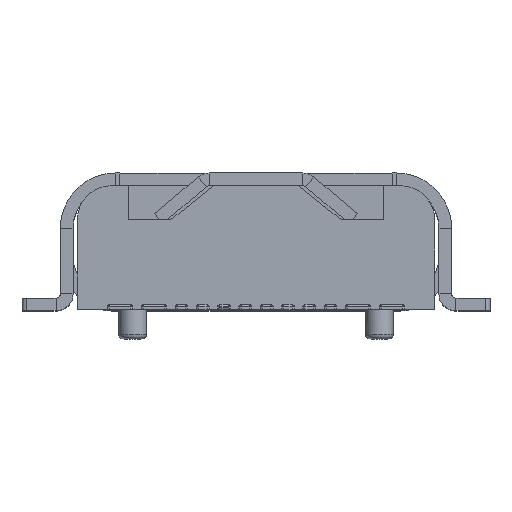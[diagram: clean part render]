
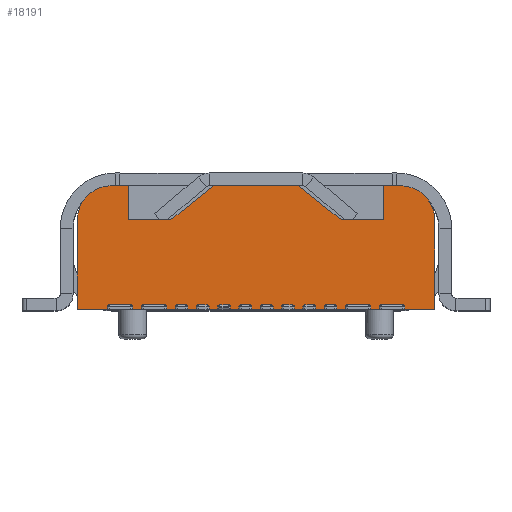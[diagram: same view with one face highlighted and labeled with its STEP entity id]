
A CAD part, top view. The second image highlights one B-rep face of the part: STEP entity #18191.
In plain terms, the highlighted planar face has unit normal (0, 0, 1).
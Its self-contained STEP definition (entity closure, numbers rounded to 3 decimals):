
#16974 = VERTEX_POINT('',#16975);
#16975 = CARTESIAN_POINT('',(4.2,2.12,1.1));
#16981 = EDGE_CURVE('',#16982,#16974,#16984,.T.);
#16982 = VERTEX_POINT('',#16983);
#16983 = CARTESIAN_POINT('',(4.2,-0.,1.1));
#16984 = LINE('',#16985,#16986);
#16985 = CARTESIAN_POINT('',(4.2,0.,1.1));
#16986 = VECTOR('',#16987,1.);
#16987 = DIRECTION('',(0.,1.,0.));
#17046 = VERTEX_POINT('',#17047);
#17047 = CARTESIAN_POINT('',(-4.2,-0.,1.1));
#17053 = EDGE_CURVE('',#17046,#17054,#17056,.T.);
#17054 = VERTEX_POINT('',#17055);
#17055 = CARTESIAN_POINT('',(-4.2,2.1,1.1));
#17056 = LINE('',#17057,#17058);
#17057 = CARTESIAN_POINT('',(-4.2,0.,1.1));
#17058 = VECTOR('',#17059,1.);
#17059 = DIRECTION('',(0.,1.,0.));
#17085 = EDGE_CURVE('',#17086,#17054,#17088,.T.);
#17086 = VERTEX_POINT('',#17087);
#17087 = CARTESIAN_POINT('',(-3.4,2.9,1.1));
#17088 = CIRCLE('',#17089,0.8);
#17089 = AXIS2_PLACEMENT_3D('',#17090,#17091,#17092);
#17090 = CARTESIAN_POINT('',(-3.4,2.1,1.1));
#17091 = DIRECTION('',(0.,0.,1.));
#17092 = DIRECTION('',(0.,1.,0.));
#17117 = EDGE_CURVE('',#17086,#17118,#17120,.T.);
#17118 = VERTEX_POINT('',#17119);
#17119 = CARTESIAN_POINT('',(-3.,2.9,1.1));
#17120 = LINE('',#17121,#17122);
#17121 = CARTESIAN_POINT('',(-3.4,2.9,1.1));
#17122 = VECTOR('',#17123,1.);
#17123 = DIRECTION('',(1.,0.,0.));
#17142 = VERTEX_POINT('',#17143);
#17143 = CARTESIAN_POINT('',(-1.,2.9,1.1));
#17149 = EDGE_CURVE('',#17142,#17150,#17152,.T.);
#17150 = VERTEX_POINT('',#17151);
#17151 = CARTESIAN_POINT('',(1.,2.9,1.1));
#17152 = LINE('',#17153,#17154);
#17153 = CARTESIAN_POINT('',(-1.,2.9,1.1));
#17154 = VECTOR('',#17155,1.);
#17155 = DIRECTION('',(1.,0.,0.));
#17174 = VERTEX_POINT('',#17175);
#17175 = CARTESIAN_POINT('',(3.,2.9,1.1));
#17181 = EDGE_CURVE('',#17174,#17182,#17184,.T.);
#17182 = VERTEX_POINT('',#17183);
#17183 = CARTESIAN_POINT('',(3.4,2.9,1.1));
#17184 = LINE('',#17185,#17186);
#17185 = CARTESIAN_POINT('',(3.,2.9,1.1));
#17186 = VECTOR('',#17187,1.);
#17187 = DIRECTION('',(1.,0.,0.));
#17211 = EDGE_CURVE('',#16974,#17182,#17212,.T.);
#17212 = CIRCLE('',#17213,0.8);
#17213 = AXIS2_PLACEMENT_3D('',#17214,#17215,#17216);
#17214 = CARTESIAN_POINT('',(3.4,2.1,1.1));
#17215 = DIRECTION('',(0.,0.,1.));
#17216 = DIRECTION('',(1.,0.025,
    0.));
#17570 = EDGE_CURVE('',#17046,#16982,#17571,.T.);
#17571 = LINE('',#17572,#17573);
#17572 = CARTESIAN_POINT('',(-4.2,0.,1.1));
#17573 = VECTOR('',#17574,1.);
#17574 = DIRECTION('',(1.,-0.,0.));
#18191 = ADVANCED_FACE('',(#18192),#18246,.T.);
#18192 = FACE_BOUND('',#18193,.T.);
#18193 = EDGE_LOOP('',(#18194,#18202,#18210,#18216,#18217,#18218,#18219,
    #18220,#18221,#18222,#18223,#18231,#18239,#18245));
#18194 = ORIENTED_EDGE('',*,*,#18195,.F.);
#18195 = EDGE_CURVE('',#18196,#17142,#18198,.T.);
#18196 = VERTEX_POINT('',#18197);
#18197 = CARTESIAN_POINT('',(-2.,2.1,1.1));
#18198 = LINE('',#18199,#18200);
#18199 = CARTESIAN_POINT('',(-2.,2.1,1.1));
#18200 = VECTOR('',#18201,1.);
#18201 = DIRECTION('',(0.781,0.625,0.));
#18202 = ORIENTED_EDGE('',*,*,#18203,.F.);
#18203 = EDGE_CURVE('',#18204,#18196,#18206,.T.);
#18204 = VERTEX_POINT('',#18205);
#18205 = CARTESIAN_POINT('',(-3.,2.1,1.1));
#18206 = LINE('',#18207,#18208);
#18207 = CARTESIAN_POINT('',(-3.,2.1,1.1));
#18208 = VECTOR('',#18209,1.);
#18209 = DIRECTION('',(1.,0.,0.));
#18210 = ORIENTED_EDGE('',*,*,#18211,.F.);
#18211 = EDGE_CURVE('',#17118,#18204,#18212,.T.);
#18212 = LINE('',#18213,#18214);
#18213 = CARTESIAN_POINT('',(-3.,2.9,1.1));
#18214 = VECTOR('',#18215,1.);
#18215 = DIRECTION('',(0.,-1.,0.));
#18216 = ORIENTED_EDGE('',*,*,#17117,.F.);
#18217 = ORIENTED_EDGE('',*,*,#17085,.T.);
#18218 = ORIENTED_EDGE('',*,*,#17053,.F.);
#18219 = ORIENTED_EDGE('',*,*,#17570,.T.);
#18220 = ORIENTED_EDGE('',*,*,#16981,.T.);
#18221 = ORIENTED_EDGE('',*,*,#17211,.T.);
#18222 = ORIENTED_EDGE('',*,*,#17181,.F.);
#18223 = ORIENTED_EDGE('',*,*,#18224,.F.);
#18224 = EDGE_CURVE('',#18225,#17174,#18227,.T.);
#18225 = VERTEX_POINT('',#18226);
#18226 = CARTESIAN_POINT('',(3.,2.1,1.1));
#18227 = LINE('',#18228,#18229);
#18228 = CARTESIAN_POINT('',(3.,2.1,1.1));
#18229 = VECTOR('',#18230,1.);
#18230 = DIRECTION('',(0.,1.,0.));
#18231 = ORIENTED_EDGE('',*,*,#18232,.F.);
#18232 = EDGE_CURVE('',#18233,#18225,#18235,.T.);
#18233 = VERTEX_POINT('',#18234);
#18234 = CARTESIAN_POINT('',(2.,2.1,1.1));
#18235 = LINE('',#18236,#18237);
#18236 = CARTESIAN_POINT('',(2.,2.1,1.1));
#18237 = VECTOR('',#18238,1.);
#18238 = DIRECTION('',(1.,0.,0.));
#18239 = ORIENTED_EDGE('',*,*,#18240,.F.);
#18240 = EDGE_CURVE('',#17150,#18233,#18241,.T.);
#18241 = LINE('',#18242,#18243);
#18242 = CARTESIAN_POINT('',(1.,2.9,1.1));
#18243 = VECTOR('',#18244,1.);
#18244 = DIRECTION('',(0.781,-0.625,0.));
#18245 = ORIENTED_EDGE('',*,*,#17149,.F.);
#18246 = PLANE('',#18247);
#18247 = AXIS2_PLACEMENT_3D('',#18248,#18249,#18250);
#18248 = CARTESIAN_POINT('',(-4.2,0.,1.1));
#18249 = DIRECTION('',(0.,0.,1.));
#18250 = DIRECTION('',(1.,0.,0.));
